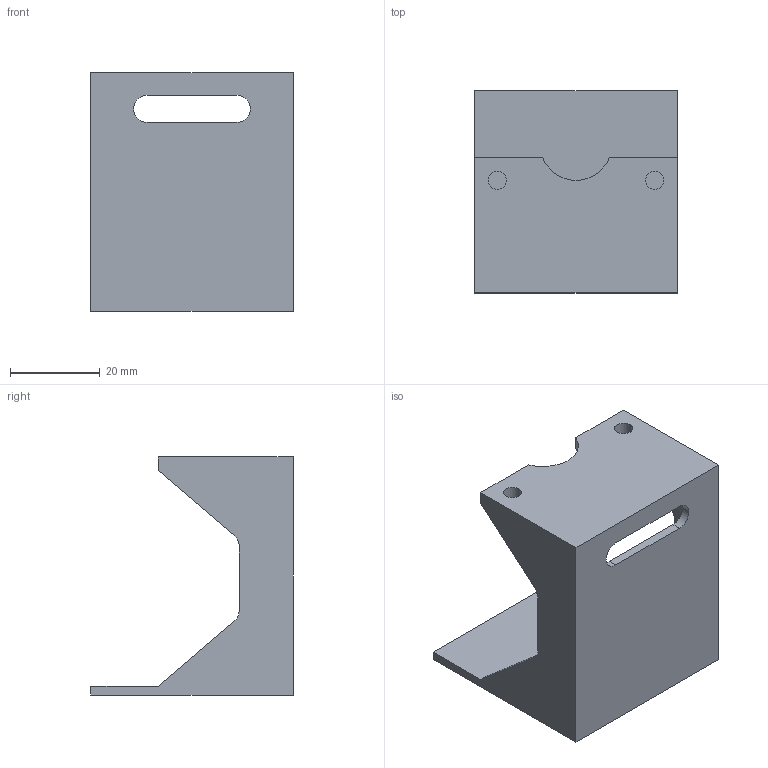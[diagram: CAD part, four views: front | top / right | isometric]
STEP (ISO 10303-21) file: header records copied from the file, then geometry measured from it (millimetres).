
FILE_DESCRIPTION (( 'STEP AP214' ), '1' );
FILE_NAME ('Base Frame.STEP', '2025-11-12T19:28:51', ( '' ), ( '' ), 'SwSTEP 2.0', 'SolidWorks 2025', '' );
FILE_SCHEMA (( 'AUTOMOTIVE_DESIGN' ));
Length unit declared in the file: millimetre
Products named in the file (1): Base Frame
Bounding box: 45 x 45 x 53 mm (x, y, z)
Volume: 15105.4 mm3; surface area: 14385.8 mm2
Topology: 1 solids, 1 shells, 35 faces, 97 edges, 64 vertices
Faces by surface type: plane 21, cylinder 14
Entity records: 1158 total; most frequent: DIRECTION 197, CARTESIAN_POINT 197, ORIENTED_EDGE 194, EDGE_CURVE 97, LINE 69, VECTOR 69, VERTEX_POINT 64, AXIS2_PLACEMENT_3D 64
